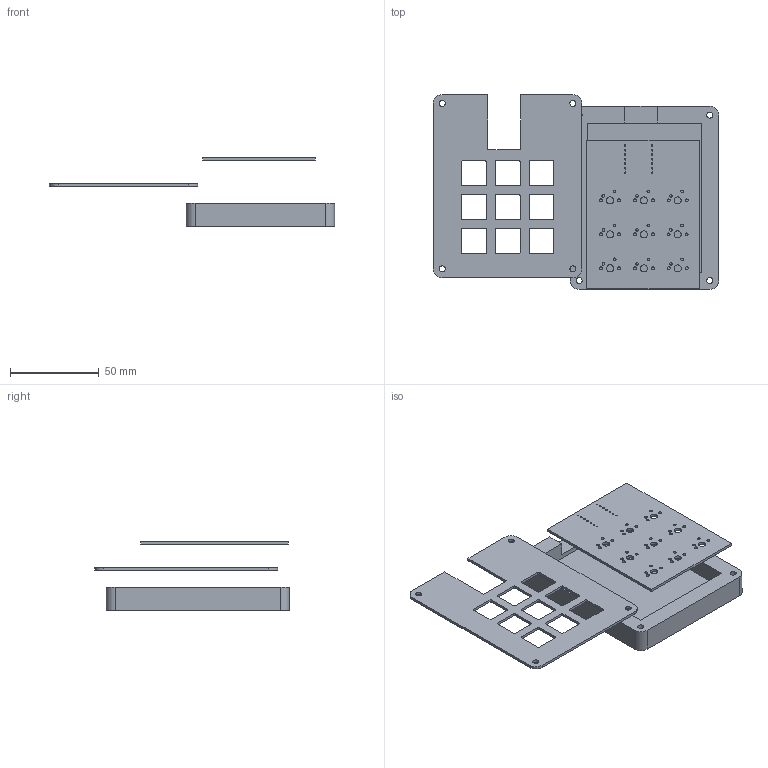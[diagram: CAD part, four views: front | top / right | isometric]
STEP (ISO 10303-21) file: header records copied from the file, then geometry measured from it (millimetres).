
FILE_DESCRIPTION(/* description */ (''),/* implementation_level */ '2;1');
FILE_NAME(/* name */ 'Master_assembly.step',/* time_stamp */ '2025-12-19T09:35:43+05:30',/* author */ (''),/* organization */ (''),/* preprocessor_version */ 'ST-DEVELOPER v20.1',/* originating_system */ 'Autodesk Translation Framework v14.21.0.0',/* authorisation */ '');
FILE_SCHEMA (('AUTOMOTIVE_DESIGN { 1 0 10303 214 3 1 1 }'));
Length unit declared in the file: millimetre
Products named in the file (5): 2025-12-19-09-08-23-602; 2025-12-19-03-56-03-035; 2025-12-19-03-56-03-036; 2025-12-19-03-56-15-535; 2025-12-19-03-56-25-901
Assembly tree (4 placements, depth 3):
  2025-12-19-09-08-23-602
    2025-12-19-03-56-03-035
      2025-12-19-03-56-03-036
    2025-12-19-03-56-15-535
    2025-12-19-03-56-25-901
Bounding box: 160.74 x 109.82 x 38.79 mm (x, y, z)
Volume: 72569.6 mm3; surface area: 50514.8 mm2
Topology: 3 solids, 3 shells, 281 faces, 786 edges, 524 vertices
Faces by surface type: plane 142, cylinder 115, bspline 24
Full cylindrical faces by diameter (mm): 0.889 x14, 1.5 x18, 1.7 x18, 3.4 x8, 4 x9, 6 x4
Entity records: 9765 total; most frequent: CARTESIAN_POINT 2008, ORIENTED_EDGE 1572, DIRECTION 1500, EDGE_CURVE 786, VERTEX_POINT 524, LINE 508, VECTOR 508, AXIS2_PLACEMENT_3D 496
